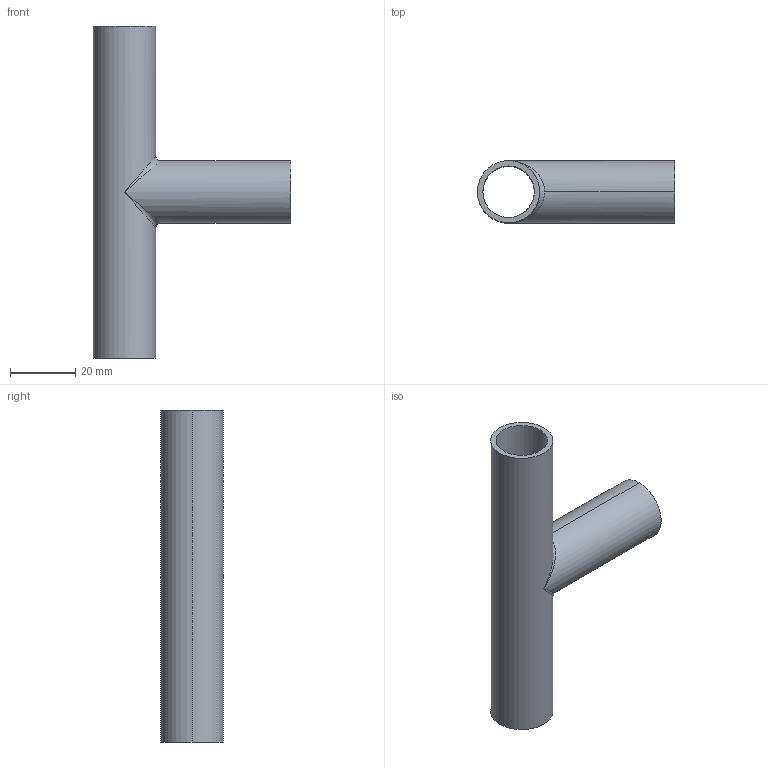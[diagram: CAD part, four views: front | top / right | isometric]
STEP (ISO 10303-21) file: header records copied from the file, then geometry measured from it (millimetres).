
FILE_DESCRIPTION (( 'STEP AP214' ), '1' );
FILE_NAME ('DT9 19.05.STEP', '2014-02-12T01:59:53', ( '' ), ( '' ), 'SwSTEP 2.0', 'SolidWorks 2013', '' );
FILE_SCHEMA (( 'AUTOMOTIVE_DESIGN' ));
Length unit declared in the file: inch
Products named in the file (1): DT9 19.05
Bounding box: 60.33 x 19.05 x 101.6 mm (x, y, z)
Volume: 12713.8 mm3; surface area: 15675.6 mm2
Topology: 1 solids, 1 shells, 15 faces, 46 edges, 24 vertices
Faces by surface type: cylinder 8, bspline 4, plane 3
Entity records: 888 total; most frequent: CARTESIAN_POINT 530, ORIENTED_EDGE 76, DIRECTION 58, EDGE_CURVE 38, VERTEX_POINT 24, AXIS2_PLACEMENT_3D 24, EDGE_LOOP 18, ADVANCED_FACE 15
